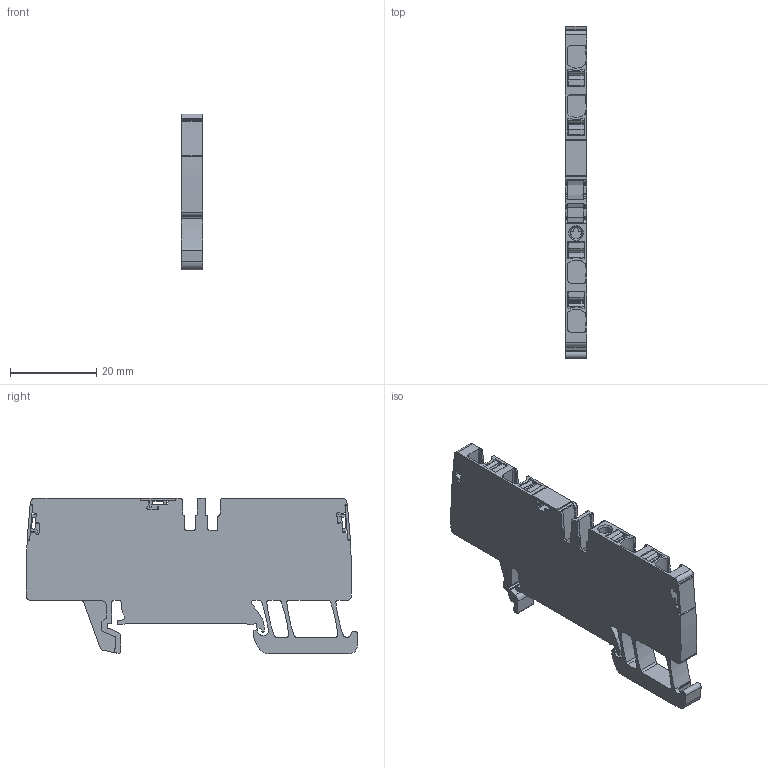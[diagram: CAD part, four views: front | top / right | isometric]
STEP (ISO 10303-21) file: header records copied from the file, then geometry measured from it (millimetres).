
FILE_DESCRIPTION(('CATIA V5R22 STEP214','CAx-IF Rec.Pracs.--- Model Styling and Organization---1.4--- 2014-01-23'),'2;1');
FILE_NAME ('1135591-1_1', '2019-07-03T06:00:09+00:00', ('Weidmueller Interface'), ('Weidmueller'), 'CATIA Version 5-6 Release 2016 SP3 HF44', 'CATIA V5 STEP AP214', 'none');
FILE_SCHEMA(('AUTOMOTIVE_DESIGN { 1 0 10303 214 1 1 1 1 }'));
Length unit declared in the file: millimetre
Products named in the file (1): 2674760000_A4C_2-5_DL_BL
Bounding box: 5.1 x 77.04 x 36.2 mm (x, y, z)
Volume: 9380.2 mm3; surface area: 7523.3 mm2
Topology: 8 solids, 8 shells, 724 faces, 2056 edges, 1362 vertices
Faces by surface type: plane 373, cylinder 291, extrusion 38, torus 20, cone 2
Entity records: 23010 total; most frequent: CARTESIAN_POINT 4640, ORIENTED_EDGE 4112, DIRECTION 3175, EDGE_CURVE 2056, VECTOR 1390, VERTEX_POINT 1362, LINE 1352, AXIS2_PLACEMENT_3D 1203
